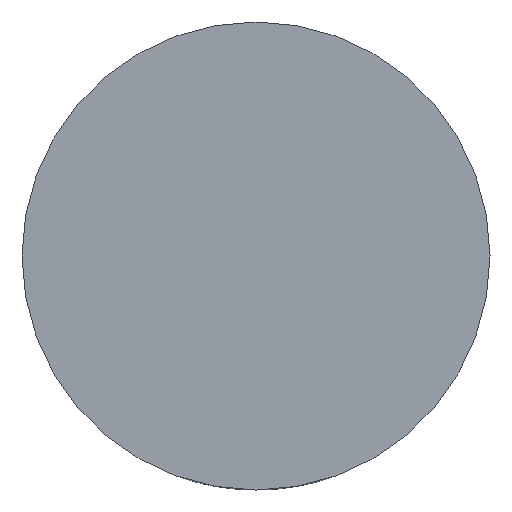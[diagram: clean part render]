
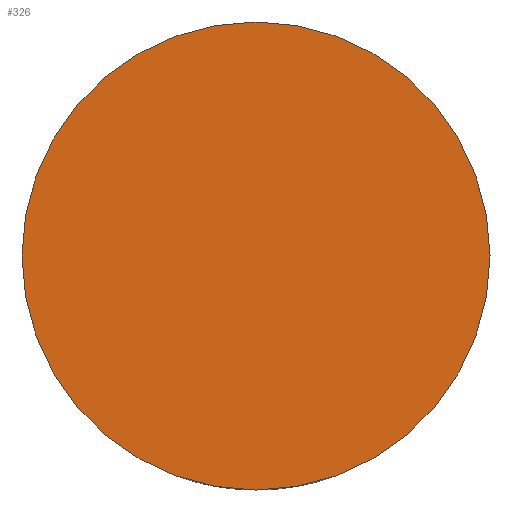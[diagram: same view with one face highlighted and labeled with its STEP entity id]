
A CAD part, front view. The second image highlights one B-rep face of the part: STEP entity #326.
In plain terms, the highlighted planar face has unit normal (0, -1, 0).
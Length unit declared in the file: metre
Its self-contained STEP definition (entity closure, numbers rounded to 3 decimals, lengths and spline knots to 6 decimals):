
#14 = AXIS2_PLACEMENT_3D ( 'NONE', #416, #310, #99 ) ;
#16 = AXIS2_PLACEMENT_3D ( 'NONE', #27, #24, #274 ) ;
#18 = VERTEX_POINT ( 'NONE', #119 ) ;
#24 = DIRECTION ( 'NONE',  ( 0., 1., 0. ) ) ;
#27 = CARTESIAN_POINT ( 'NONE',  ( 0., 0., 0. ) ) ;
#30 = DIRECTION ( 'NONE',  ( 0., 1., 0. ) ) ;
#34 = ORIENTED_EDGE ( 'NONE', *, *, #314, .F. ) ;
#99 = DIRECTION ( 'NONE',  ( 0., 0., 1. ) ) ;
#119 = CARTESIAN_POINT ( 'NONE',  ( 0., 0., -0.075 ) ) ;
#136 = EDGE_LOOP ( 'NONE', ( #34, #230 ) ) ;
#161 = CARTESIAN_POINT ( 'NONE',  ( 0., 0., 0.075 ) ) ;
#164 = PLANE ( 'NONE',  #14 ) ;
#201 = CARTESIAN_POINT ( 'NONE',  ( 0., 0., 0. ) ) ;
#218 = CIRCLE ( 'NONE', #16, 0.075 ) ;
#230 = ORIENTED_EDGE ( 'NONE', *, *, #338, .F. ) ;
#274 = DIRECTION ( 'NONE',  ( 0., 0., 1. ) ) ;
#278 = DIRECTION ( 'NONE',  ( 0., 0., 1. ) ) ;
#279 = AXIS2_PLACEMENT_3D ( 'NONE', #201, #30, #278 ) ;
#310 = DIRECTION ( 'NONE',  ( 0., 1., 0. ) ) ;
#314 = EDGE_CURVE ( 'NONE', #18, #362, #328, .T. ) ;
#326 = ADVANCED_FACE ( 'NONE', ( #369 ), #164, .F. ) ;
#328 = CIRCLE ( 'NONE', #279, 0.075 ) ;
#338 = EDGE_CURVE ( 'NONE', #362, #18, #218, .T. ) ;
#362 = VERTEX_POINT ( 'NONE', #161 ) ;
#369 = FACE_OUTER_BOUND ( 'NONE', #136, .T. ) ;
#416 = CARTESIAN_POINT ( 'NONE',  ( 0., 0., 0. ) ) ;
